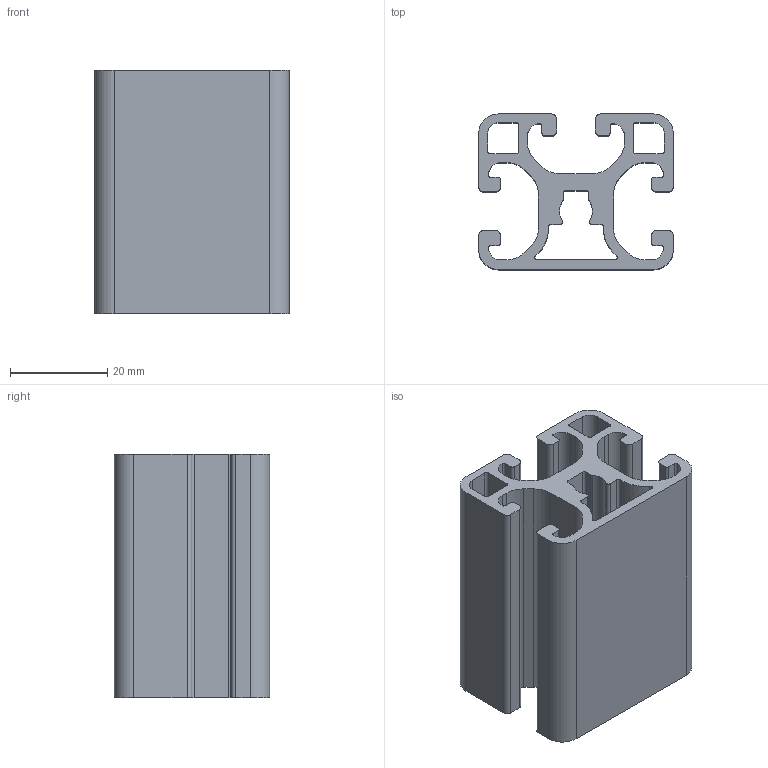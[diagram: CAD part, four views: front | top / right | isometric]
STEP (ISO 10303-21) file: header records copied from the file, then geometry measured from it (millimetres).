
FILE_DESCRIPTION (( 'STEP AP214' ), '1' );
FILE_NAME ('BASE08E0111-Profilé 8 40x32 léger.step', '2023-03-24T09:41:29', ( 'Altae' ), ( '' ), 'SwSTEP 2.0', 'SolidWorks 2021', '' );
FILE_SCHEMA (( 'AUTOMOTIVE_DESIGN' ));
Length unit declared in the file: millimetre
Products named in the file (1): BASE08E0111-Profilé 8 40x32 léger
Bounding box: 40 x 32 x 50 mm (x, y, z)
Volume: 25032.1 mm3; surface area: 20295.4 mm2
Topology: 1 solids, 1 shells, 135 faces, 399 edges, 266 vertices
Faces by surface type: cylinder 73, plane 62
Entity records: 4605 total; most frequent: DIRECTION 817, CARTESIAN_POINT 801, ORIENTED_EDGE 798, EDGE_CURVE 399, AXIS2_PLACEMENT_3D 282, VERTEX_POINT 266, LINE 253, VECTOR 253
